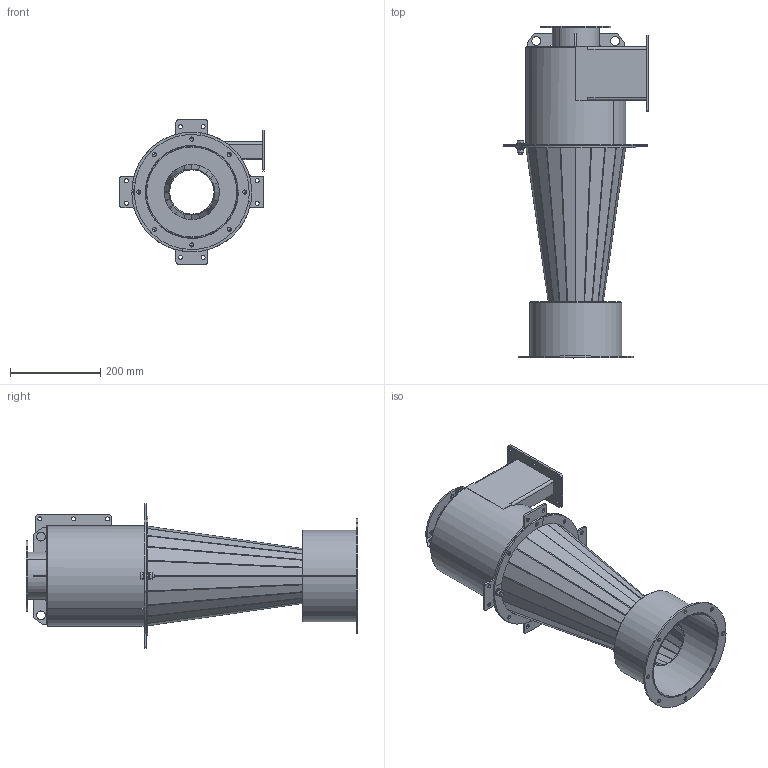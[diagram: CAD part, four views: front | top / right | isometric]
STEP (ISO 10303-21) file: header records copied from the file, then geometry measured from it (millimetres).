
FILE_DESCRIPTION (( 'STEP AP203' ), '1' );
FILE_NAME ('CYSE01.STEP', '2023-11-21T07:27:29', ( '' ), ( '' ), 'SwSTEP 2.0', 'SolidWorks 2022', '' );
FILE_SCHEMA (( 'CONFIG_CONTROL_DESIGN' ));
Length unit declared in the file: millimetre
Products named in the file (22): CO-S324-07 - PART_Výchozí; CO-S322-00 - INPUT_Výchozí; CO-S324-04 - PART_Výchozí; PRGG-DNXXXX - FLANGE G&G_PRGG-DN200; CO-S324-06 - PART_Výchozí; CO-S324-02 - PART_Výchozí; CO-CYGG-080-00 - CW 10-23_Výchozí; PRGG-DNXXXX - FLANGE G&G_PRGG-DN100; CO-S322-01 - PART_Výchozí; CO-S324-01 - PART_Výchozí; CO-S323-00 - CONE_Výchozí; CO-S324-03 - PART_Výchozí; CO-S323-01 - PART_Výchozí; Part1^CO-CYGG-080-00 - CW 10-23; CO-S323-03 - PART_Výchozí; CO-S322-02 - PART_Výchozí; PH-D008-22 - FLANGE 40x120_Výchozí; CO-S323-04 - PART_Výchozí; BOLT JOINT - B+W-W+N_M8x25-X8-W; CO-S325-00 - CYCLONE_Výchozí; CO-S323-02 - PART_Výchozí; CYSE01
Assembly tree (33 placements, depth 5):
  Part1^CO-CYGG-080-00 - CW 10-23
  CYSE01
    CO-CYGG-080-00 - CW 10-23_Výchozí
      CO-S325-00 - CYCLONE_Výchozí
        CO-S324-01 - PART_Výchozí
        CO-S324-02 - PART_Výchozí  x4
        CO-S324-03 - PART_Výchozí
        CO-S324-04 - PART_Výchozí
        CO-S324-06 - PART_Výchozí  x4
        CO-S322-00 - INPUT_Výchozí
          CO-S322-01 - PART_Výchozí
          CO-S322-02 - PART_Výchozí
          PH-D008-22 - FLANGE 40x120_Výchozí
        PRGG-DNXXXX - FLANGE G&G_PRGG-DN100
        CO-S324-07 - PART_Výchozí
      CO-S323-00 - CONE_Výchozí
        CO-S323-01 - PART_Výchozí  x2
        CO-S323-02 - PART_Výchozí
        CO-S323-03 - PART_Výchozí  x4
        CO-S323-04 - PART_Výchozí  x4
        PRGG-DNXXXX - FLANGE G&G_PRGG-DN200
      BOLT JOINT - B+W-W+N_M8x25-X8-W
Bounding box: 321 x 736 x 320 mm (x, y, z)
Volume: 1489415.3 mm3; surface area: 1385130.3 mm2
Topology: 29 solids, 29 shells, 497 faces, 1146 edges, 712 vertices
Faces by surface type: plane 265, cylinder 200, bspline 32
Entity records: 10489 total; most frequent: CARTESIAN_POINT 1559, DIRECTION 1396, ORIENTED_EDGE 1218, EDGE_CURVE 609, AXIS2_PLACEMENT_3D 511, VERTEX_POINT 386, VECTOR 374, LINE 374
